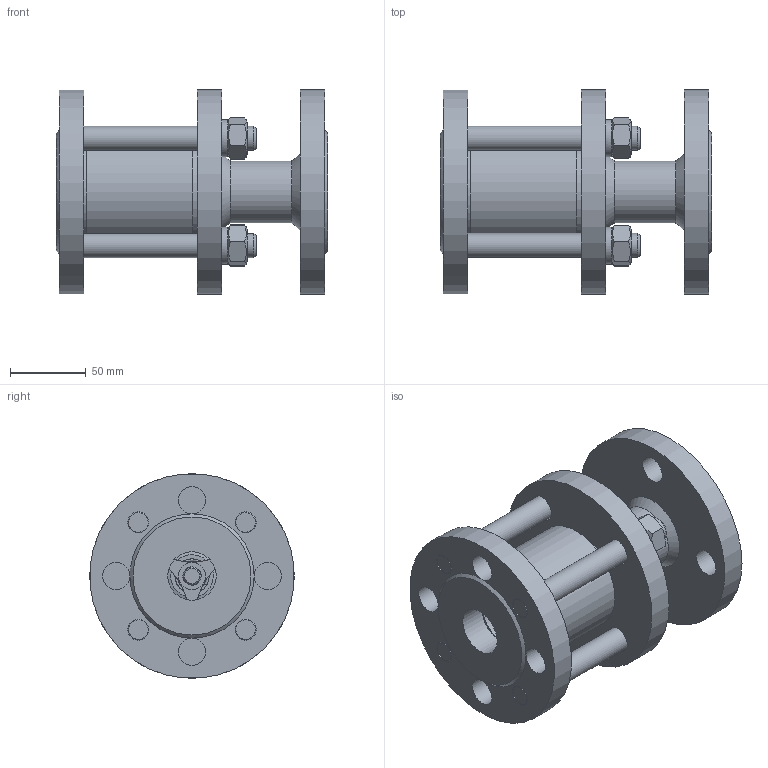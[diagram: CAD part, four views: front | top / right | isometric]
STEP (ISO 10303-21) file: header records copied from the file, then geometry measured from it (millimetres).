
FILE_DESCRIPTION((''),'2;1');
FILE_NAME('ФБ41 010 032 000.stp','2015-03-12T14:25:50',('��������'),(''),'Autodesk Inventor 2013','Autodesk Inventor 2013','');
FILE_SCHEMA(('CONFIG_CONTROL_DESIGN'));
Length unit declared in the file: millimetre
Products named in the file (20): ФБ41 010 032 000; ФБ41 020 032 005; ФБ41 010 032 001; ФБ41 010 020 030исп3; ФБ41 010 020 030исп3_Сварные швы; ФБ41 010 020 033; ФБ41 010 020 033_1; ФБ41 010 032 033; ФБ41 020 032 001; ФБ41 020 032 004; ФБ41 020 025 003; ФБ41 010 032 002; Шайба ГОСТ 6402-70 16 N; Гайка ГОСТ 5915-70 M16; ФБ41 020 032 020; ФБ41 020 032 020_Сварные швы; ФБ41 020 032 021; ФБ41 020 032 022; Пружина сжатия; Пружина сжатия1
Assembly tree (29 placements, depth 3):
  ФБ41 010 032 000
    ФБ41 020 032 005
    ФБ41 010 032 001
    ФБ41 010 020 030исп3
      ФБ41 010 020 030исп3_Сварные швы
      ФБ41 010 020 033
      ФБ41 010 020 033_1
      ФБ41 010 032 033
    ФБ41 020 032 001
    ФБ41 020 032 004  x2
    ФБ41 020 025 003
    ФБ41 010 032 002  x4
    Шайба ГОСТ 6402-70 16 N  x4
    Гайка ГОСТ 5915-70 M16  x4
    ФБ41 020 032 020
      ФБ41 020 032 020_Сварные швы
      ФБ41 020 032 021
      ФБ41 020 032 022
    Пружина сжатия
      Пружина сжатия1
Bounding box: 179 x 135 x 135 mm (x, y, z)
Volume: 964441.3 mm3; surface area: 246824.4 mm2
Topology: 29 solids, 29 shells, 286 faces, 636 edges, 408 vertices
Faces by surface type: plane 115, cylinder 89, cone 71, bspline 11
Full cylindrical faces by diameter (mm): 10 x3, 12 x3, 13.8 x4, 13.835 x4, 16 x4, 18 x16, 30 x1, 31 x1, 32 x1, 35 x1, 37 x1, 38 x1, 39 x1, 40 x4, 41 x3, 45 x1, 45.835 x1, 48 x3, 49 x2, 50 x3, 51 x4, 52 x1, 65 x4, 66 x2, 72 x1, 135 x3
Entity records: 7558 total; most frequent: CARTESIAN_POINT 2685, DIRECTION 1028, ORIENTED_EDGE 642, AXIS2_PLACEMENT_3D 494, EDGE_LOOP 391, EDGE_CURVE 321, VERTEX_POINT 264, CIRCLE 242
